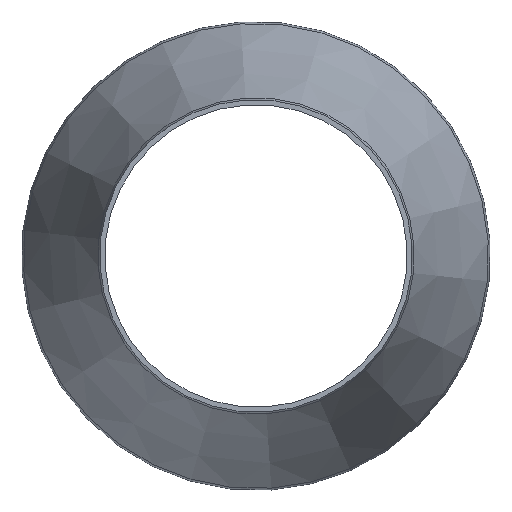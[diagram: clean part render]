
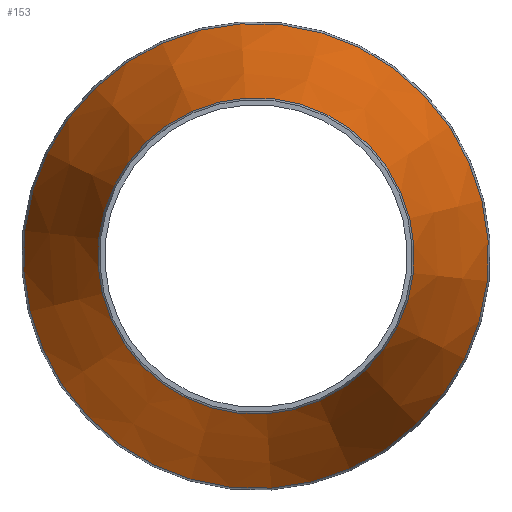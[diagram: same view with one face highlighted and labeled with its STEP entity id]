
A CAD part, left-side view. The second image highlights one B-rep face of the part: STEP entity #153.
In plain terms, the highlighted conical face has half-angle 18 degrees and reference radius 63.5 mm.
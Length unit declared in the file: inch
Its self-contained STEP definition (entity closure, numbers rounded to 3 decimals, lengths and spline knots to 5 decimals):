
#21=CONICAL_SURFACE('',#181,2.5,18.);
#28=FACE_BOUND('',#59,.T.);
#40=FACE_OUTER_BOUND('',#58,.T.);
#58=EDGE_LOOP('',(#118));
#59=EDGE_LOOP('',(#119));
#76=CIRCLE('',#179,2.97553);
#78=CIRCLE('',#182,2.02447);
#88=VERTEX_POINT('',#260);
#90=VERTEX_POINT('',#265);
#100=EDGE_CURVE('',#88,#88,#76,.T.);
#102=EDGE_CURVE('',#90,#90,#78,.T.);
#118=ORIENTED_EDGE('',*,*,#102,.F.);
#119=ORIENTED_EDGE('',*,*,#100,.F.);
#153=ADVANCED_FACE('',(#40,#28),#21,.T.);
#179=AXIS2_PLACEMENT_3D('',#261,#217,#218);
#181=AXIS2_PLACEMENT_3D('',#264,#221,#222);
#182=AXIS2_PLACEMENT_3D('',#266,#223,#224);
#217=DIRECTION('center_axis',(1.,0.,0.));
#218=DIRECTION('ref_axis',(0.,0.897,0.442));
#221=DIRECTION('center_axis',(1.,0.,0.));
#222=DIRECTION('ref_axis',(0.,-0.897,-0.442));
#223=DIRECTION('center_axis',(-1.,0.,0.));
#224=DIRECTION('ref_axis',(0.,0.897,0.442));
#260=CARTESIAN_POINT('',(-3.07532,-2.66926,-1.31485));
#261=CARTESIAN_POINT('Origin',(-3.07532,0.,0.));
#264=CARTESIAN_POINT('Origin',(-4.53884,0.,0.));
#265=CARTESIAN_POINT('',(-6.00237,-1.81609,-0.89459));
#266=CARTESIAN_POINT('Origin',(-6.00237,0.,0.));
